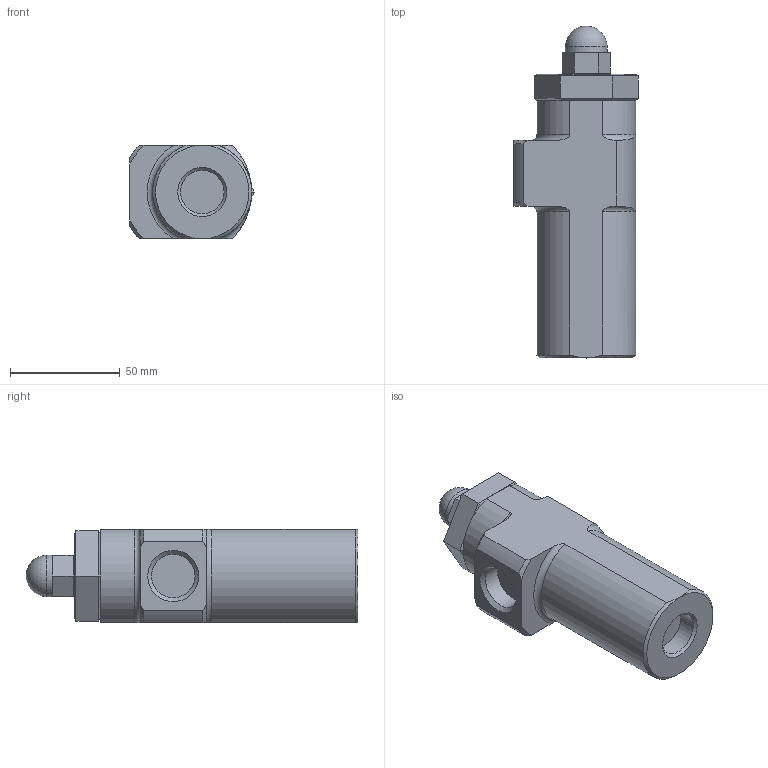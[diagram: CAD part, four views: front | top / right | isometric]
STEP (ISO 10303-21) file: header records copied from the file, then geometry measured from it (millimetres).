
FILE_DESCRIPTION(/* description */ (''),/* implementation_level */ '2;1');
FILE_NAME(/* name */ '180G0001',/* time_stamp */ '2001-02-19T09:43:21+01:00',/* author */ (''),/* organization */ (''),/* preprocessor_version */ 'ST-DEVELOPER 1.6',/* originating_system */ 'UNIGRAPHICS SOLUTIONS - UNIGRAPHICS 15.0',/* authorisation */ '');
FILE_SCHEMA (('CONFIG_CONTROL_DESIGN'));
Length unit declared in the file: millimetre
Products named in the file (1): f12430BA000k
Bounding box: 56.67 x 151 x 42.5 mm (x, y, z)
Volume: 218988.3 mm3; surface area: 27226.9 mm2
Topology: 1 solids, 1 shells, 82 faces, 217 edges, 130 vertices
Faces by surface type: plane 52, cylinder 11, cone 11, torus 7, sphere 1
Full cylindrical faces by diameter (mm): 19 x1, 19.793 x2, 33.2 x1
Entity records: 3146 total; most frequent: CARTESIAN_POINT 1103, DIRECTION 404, ORIENTED_EDGE 402, EDGE_CURVE 201, AXIS2_PLACEMENT_3D 144, VERTEX_POINT 125, VECTOR 116, LINE 116
